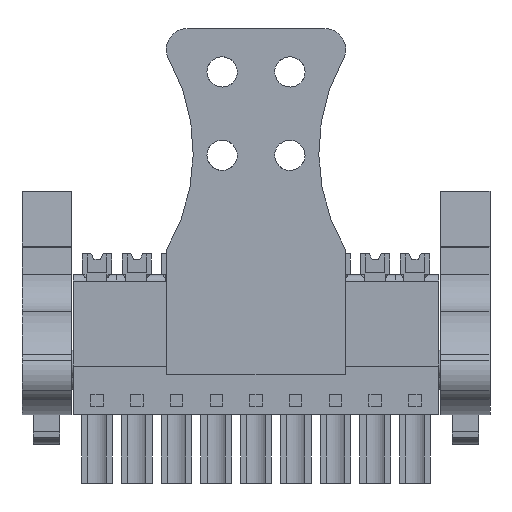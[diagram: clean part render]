
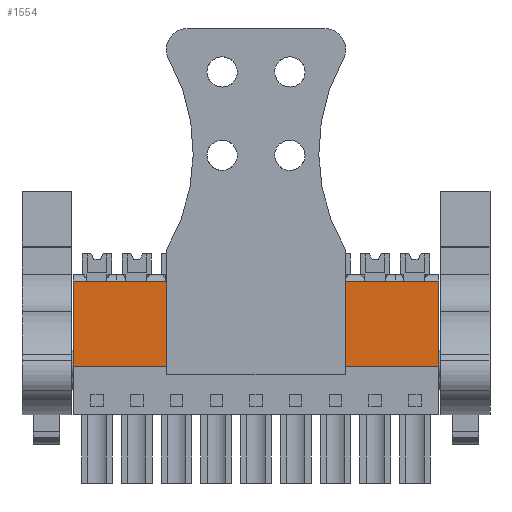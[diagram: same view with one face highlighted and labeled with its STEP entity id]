
A CAD part, front view. The second image highlights one B-rep face of the part: STEP entity #1554.
In plain terms, the highlighted planar face has unit normal (0, -1, 0).
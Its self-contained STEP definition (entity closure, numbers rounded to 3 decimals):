
#1534=AXIS2_PLACEMENT_3D('Plane Axis2P3D',#1531,#1532,#1533) ;
#77=CARTESIAN_POINT('Vertex',(4.9,2.029,11.25)) ;
#80=CARTESIAN_POINT('Line Origine',(4.9,2.029,15.325)) ;
#84=CARTESIAN_POINT('Vertex',(4.9,2.029,19.4)) ;
#1516=CARTESIAN_POINT('Vertex',(39.98,2.029,11.25)) ;
#1519=CARTESIAN_POINT('Line Origine',(22.44,2.029,11.25)) ;
#1531=CARTESIAN_POINT('Axis2P3D Location',(8.61,2.029,19.4)) ;
#1536=CARTESIAN_POINT('Line Origine',(39.98,2.029,15.325)) ;
#1540=CARTESIAN_POINT('Vertex',(39.98,2.029,19.4)) ;
#1543=CARTESIAN_POINT('Line Origine',(22.44,2.029,19.4)) ;
#81=DIRECTION('Vector Direction',(0.,0.,1.)) ;
#1520=DIRECTION('Vector Direction',(1.,0.,0.)) ;
#1532=DIRECTION('Axis2P3D Direction',(0.,-1.,0.)) ;
#1533=DIRECTION('Axis2P3D XDirection',(0.,0.,-1.)) ;
#1537=DIRECTION('Vector Direction',(0.,0.,-1.)) ;
#1544=DIRECTION('Vector Direction',(1.,0.,0.)) ;
#82=VECTOR('Line Direction',#81,1.) ;
#1521=VECTOR('Line Direction',#1520,1.) ;
#1538=VECTOR('Line Direction',#1537,1.) ;
#1545=VECTOR('Line Direction',#1544,1.) ;
#1549=ORIENTED_EDGE('',*,*,#1523,.T.) ;
#1550=ORIENTED_EDGE('',*,*,#1542,.F.) ;
#1551=ORIENTED_EDGE('',*,*,#1547,.F.) ;
#1552=ORIENTED_EDGE('',*,*,#86,.F.) ;
#1554=ADVANCED_FACE('HOUSING',(#1553),#1535,.T.) ;
#86=EDGE_CURVE('',#78,#85,#83,.T.) ;
#1523=EDGE_CURVE('',#78,#1517,#1522,.T.) ;
#1542=EDGE_CURVE('',#1541,#1517,#1539,.T.) ;
#1547=EDGE_CURVE('',#85,#1541,#1546,.T.) ;
#1548=EDGE_LOOP('',(#1549,#1550,#1551,#1552)) ;
#1553=FACE_OUTER_BOUND('',#1548,.T.) ;
#83=LINE('Line',#80,#82) ;
#1522=LINE('Line',#1519,#1521) ;
#1539=LINE('Line',#1536,#1538) ;
#1546=LINE('Line',#1543,#1545) ;
#1535=PLANE('',#1534) ;
#78=VERTEX_POINT('',#77) ;
#85=VERTEX_POINT('',#84) ;
#1517=VERTEX_POINT('',#1516) ;
#1541=VERTEX_POINT('',#1540) ;
